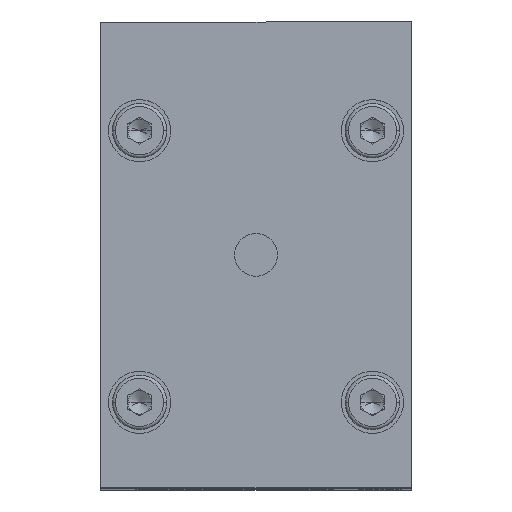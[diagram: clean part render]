
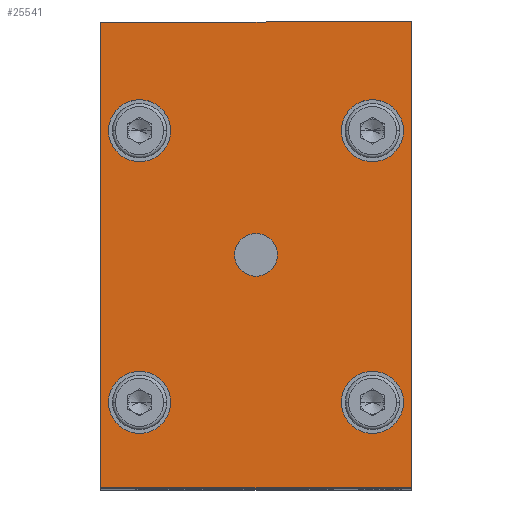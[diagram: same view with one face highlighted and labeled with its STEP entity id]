
A CAD part, top view. The second image highlights one B-rep face of the part: STEP entity #25541.
In plain terms, the highlighted planar face has unit normal (0, 0, 1).
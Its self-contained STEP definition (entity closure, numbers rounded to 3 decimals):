
#576 = DIRECTION ( 'NONE',  ( 0., 0., -1. ) ) ;
#689 = DIRECTION ( 'NONE',  ( 0., 0., 1. ) ) ;
#1141 = DIRECTION ( 'NONE',  ( 0., -1., 0. ) ) ;
#1777 = CARTESIAN_POINT ( 'NONE',  ( 0., -2.75, 142. ) ) ;
#2077 = DIRECTION ( 'NONE',  ( 0., -1., 0. ) ) ;
#2175 = EDGE_CURVE ( 'NONE', #14552, #17405, #20637, .T. ) ;
#2339 = EDGE_CURVE ( 'NONE', #9052, #3773, #11200, .T. ) ;
#2421 = CIRCLE ( 'NONE', #21967, 4. ) ;
#2541 = EDGE_CURVE ( 'NONE', #28836, #22879, #27926, .T. ) ;
#2613 = CARTESIAN_POINT ( 'NONE',  ( 15., 16., 142. ) ) ;
#2616 = CARTESIAN_POINT ( 'NONE',  ( 0., 2.75, 142. ) ) ;
#2914 = CARTESIAN_POINT ( 'NONE',  ( -20., -30., 142. ) ) ;
#3010 = DIRECTION ( 'NONE',  ( 1., 0., 0. ) ) ;
#3024 = AXIS2_PLACEMENT_3D ( 'NONE', #11105, #26701, #13351 ) ;
#3155 = CIRCLE ( 'NONE', #16590, 4. ) ;
#3207 = CARTESIAN_POINT ( 'NONE',  ( -15., -19., 142. ) ) ;
#3773 = VERTEX_POINT ( 'NONE', #17790 ) ;
#4107 = EDGE_CURVE ( 'NONE', #15520, #5874, #11422, .T. ) ;
#4140 = LINE ( 'NONE', #25755, #10000 ) ;
#4559 = CARTESIAN_POINT ( 'NONE',  ( -15., -15., 142. ) ) ;
#4833 = DIRECTION ( 'NONE',  ( 0., -1., 0. ) ) ;
#4941 = PLANE ( 'NONE',  #21753 ) ;
#5204 = FACE_BOUND ( 'NONE', #27057, .T. ) ;
#5409 = DIRECTION ( 'NONE',  ( 0., -1., 0. ) ) ;
#5447 = ORIENTED_EDGE ( 'NONE', *, *, #15290, .F. ) ;
#5874 = VERTEX_POINT ( 'NONE', #6092 ) ;
#6086 = DIRECTION ( 'NONE',  ( 0., 0., 1. ) ) ;
#6092 = CARTESIAN_POINT ( 'NONE',  ( -20., 30., 142. ) ) ;
#6124 = EDGE_CURVE ( 'NONE', #20185, #20187, #28276, .T. ) ;
#6207 = ORIENTED_EDGE ( 'NONE', *, *, #4107, .T. ) ;
#6317 = AXIS2_PLACEMENT_3D ( 'NONE', #23600, #10228, #25840 ) ;
#6737 = ORIENTED_EDGE ( 'NONE', *, *, #21406, .F. ) ;
#6798 = CIRCLE ( 'NONE', #27033, 2.75 ) ;
#6819 = CARTESIAN_POINT ( 'NONE',  ( 15., -19., 142. ) ) ;
#6840 = CARTESIAN_POINT ( 'NONE',  ( 20., -30., 142. ) ) ;
#8090 = CARTESIAN_POINT ( 'NONE',  ( -20., 30., 142. ) ) ;
#8439 = EDGE_CURVE ( 'NONE', #25316, #26520, #19600, .T. ) ;
#8669 = CARTESIAN_POINT ( 'NONE',  ( -15., 16., 142. ) ) ;
#9052 = VERTEX_POINT ( 'NONE', #21300 ) ;
#9060 = DIRECTION ( 'NONE',  ( 0., -1., 0. ) ) ;
#9137 = VERTEX_POINT ( 'NONE', #12698 ) ;
#9473 = VECTOR ( 'NONE', #3010, 1000. ) ;
#9582 = EDGE_LOOP ( 'NONE', ( #27517, #15608 ) ) ;
#9947 = AXIS2_PLACEMENT_3D ( 'NONE', #13983, #689, #16168 ) ;
#10000 = VECTOR ( 'NONE', #14650, 1000. ) ;
#10228 = DIRECTION ( 'NONE',  ( 0., 0., 1. ) ) ;
#10880 = DIRECTION ( 'NONE',  ( 0., -1., 0. ) ) ;
#11052 = CARTESIAN_POINT ( 'NONE',  ( 15., -23., 142. ) ) ;
#11105 = CARTESIAN_POINT ( 'NONE',  ( -15., 16., 142. ) ) ;
#11200 = CIRCLE ( 'NONE', #6317, 4. ) ;
#11422 = LINE ( 'NONE', #8090, #28493 ) ;
#11447 = ORIENTED_EDGE ( 'NONE', *, *, #2339, .F. ) ;
#11634 = CARTESIAN_POINT ( 'NONE',  ( 15., -19., 142. ) ) ;
#11703 = CIRCLE ( 'NONE', #14566, 4. ) ;
#11739 = LINE ( 'NONE', #27756, #17636 ) ;
#12698 = CARTESIAN_POINT ( 'NONE',  ( 15., -15., 142. ) ) ;
#13242 = EDGE_CURVE ( 'NONE', #20187, #20185, #3155, .T. ) ;
#13351 = DIRECTION ( 'NONE',  ( 0., -1., 0. ) ) ;
#13527 = ORIENTED_EDGE ( 'NONE', *, *, #18051, .F. ) ;
#13668 = EDGE_LOOP ( 'NONE', ( #25146, #22305, #6207, #23880 ) ) ;
#13802 = ORIENTED_EDGE ( 'NONE', *, *, #13242, .F. ) ;
#13875 = CARTESIAN_POINT ( 'NONE',  ( 20., -30., 142. ) ) ;
#13906 = DIRECTION ( 'NONE',  ( 0., -1., 0. ) ) ;
#13983 = CARTESIAN_POINT ( 'NONE',  ( -15., -19., 142. ) ) ;
#14232 = EDGE_LOOP ( 'NONE', ( #13802, #14579 ) ) ;
#14552 = VERTEX_POINT ( 'NONE', #2914 ) ;
#14566 = AXIS2_PLACEMENT_3D ( 'NONE', #2613, #18104, #4833 ) ;
#14579 = ORIENTED_EDGE ( 'NONE', *, *, #6124, .F. ) ;
#14650 = DIRECTION ( 'NONE',  ( 0., 1., 0. ) ) ;
#15290 = EDGE_CURVE ( 'NONE', #9137, #21066, #2421, .T. ) ;
#15347 = DIRECTION ( 'NONE',  ( 0., 0., 1. ) ) ;
#15520 = VERTEX_POINT ( 'NONE', #18967 ) ;
#15608 = ORIENTED_EDGE ( 'NONE', *, *, #2541, .F. ) ;
#15662 = CARTESIAN_POINT ( 'NONE',  ( -15., 12., 142. ) ) ;
#16080 = DIRECTION ( 'NONE',  ( 0., 1., 0. ) ) ;
#16168 = DIRECTION ( 'NONE',  ( 0., -1., 0. ) ) ;
#16262 = CARTESIAN_POINT ( 'NONE',  ( -20., -30., 142. ) ) ;
#16292 = FACE_OUTER_BOUND ( 'NONE', #13668, .T. ) ;
#16590 = AXIS2_PLACEMENT_3D ( 'NONE', #3207, #18736, #5409 ) ;
#16987 = FACE_BOUND ( 'NONE', #23025, .T. ) ;
#17081 = AXIS2_PLACEMENT_3D ( 'NONE', #8669, #24232, #10880 ) ;
#17405 = VERTEX_POINT ( 'NONE', #6840 ) ;
#17636 = VECTOR ( 'NONE', #1141, 1000. ) ;
#17790 = CARTESIAN_POINT ( 'NONE',  ( 15., 12., 142. ) ) ;
#17809 = CARTESIAN_POINT ( 'NONE',  ( -15., -23., 142. ) ) ;
#18051 = EDGE_CURVE ( 'NONE', #21066, #9137, #20523, .T. ) ;
#18104 = DIRECTION ( 'NONE',  ( 0., 0., 1. ) ) ;
#18736 = DIRECTION ( 'NONE',  ( 0., 0., 1. ) ) ;
#18967 = CARTESIAN_POINT ( 'NONE',  ( 20., 30., 142. ) ) ;
#19433 = CARTESIAN_POINT ( 'NONE',  ( 0., 0., 142. ) ) ;
#19529 = AXIS2_PLACEMENT_3D ( 'NONE', #19433, #6086, #21684 ) ;
#19600 = CIRCLE ( 'NONE', #19529, 2.75 ) ;
#19753 = EDGE_CURVE ( 'NONE', #26520, #25316, #6798, .T. ) ;
#20185 = VERTEX_POINT ( 'NONE', #4559 ) ;
#20187 = VERTEX_POINT ( 'NONE', #17809 ) ;
#20523 = CIRCLE ( 'NONE', #27639, 4. ) ;
#20637 = LINE ( 'NONE', #16262, #9473 ) ;
#21066 = VERTEX_POINT ( 'NONE', #11052 ) ;
#21300 = CARTESIAN_POINT ( 'NONE',  ( 15., 20., 142. ) ) ;
#21406 = EDGE_CURVE ( 'NONE', #3773, #9052, #11703, .T. ) ;
#21684 = DIRECTION ( 'NONE',  ( 0., -1., 0. ) ) ;
#21753 = AXIS2_PLACEMENT_3D ( 'NONE', #13875, #576, #16080 ) ;
#21891 = ORIENTED_EDGE ( 'NONE', *, *, #19753, .F. ) ;
#21967 = AXIS2_PLACEMENT_3D ( 'NONE', #6819, #22393, #9060 ) ;
#22257 = FACE_BOUND ( 'NONE', #27677, .T. ) ;
#22305 = ORIENTED_EDGE ( 'NONE', *, *, #26213, .T. ) ;
#22393 = DIRECTION ( 'NONE',  ( 0., 0., 1. ) ) ;
#22759 = CARTESIAN_POINT ( 'NONE',  ( -15., 20., 142. ) ) ;
#22879 = VERTEX_POINT ( 'NONE', #15662 ) ;
#22961 = FACE_BOUND ( 'NONE', #9582, .T. ) ;
#23025 = EDGE_LOOP ( 'NONE', ( #6737, #11447 ) ) ;
#23600 = CARTESIAN_POINT ( 'NONE',  ( 15., 16., 142. ) ) ;
#23654 = DIRECTION ( 'NONE',  ( -1., 0., 0. ) ) ;
#23880 = ORIENTED_EDGE ( 'NONE', *, *, #26670, .T. ) ;
#24232 = DIRECTION ( 'NONE',  ( 0., 0., 1. ) ) ;
#25146 = ORIENTED_EDGE ( 'NONE', *, *, #2175, .T. ) ;
#25316 = VERTEX_POINT ( 'NONE', #1777 ) ;
#25541 = ADVANCED_FACE ( 'NONE', ( #22961, #16987, #5204, #28179, #22257, #16292 ), #4941, .F. ) ;
#25755 = CARTESIAN_POINT ( 'NONE',  ( 20., 30., 142. ) ) ;
#25840 = DIRECTION ( 'NONE',  ( 0., -1., 0. ) ) ;
#25942 = CIRCLE ( 'NONE', #17081, 4. ) ;
#26116 = ORIENTED_EDGE ( 'NONE', *, *, #8439, .F. ) ;
#26213 = EDGE_CURVE ( 'NONE', #17405, #15520, #4140, .T. ) ;
#26520 = VERTEX_POINT ( 'NONE', #2616 ) ;
#26670 = EDGE_CURVE ( 'NONE', #5874, #14552, #11739, .T. ) ;
#26701 = DIRECTION ( 'NONE',  ( 0., 0., 1. ) ) ;
#27033 = AXIS2_PLACEMENT_3D ( 'NONE', #28674, #15347, #2077 ) ;
#27057 = EDGE_LOOP ( 'NONE', ( #13527, #5447 ) ) ;
#27248 = DIRECTION ( 'NONE',  ( 0., 0., 1. ) ) ;
#27517 = ORIENTED_EDGE ( 'NONE', *, *, #27705, .F. ) ;
#27639 = AXIS2_PLACEMENT_3D ( 'NONE', #11634, #27248, #13906 ) ;
#27677 = EDGE_LOOP ( 'NONE', ( #26116, #21891 ) ) ;
#27705 = EDGE_CURVE ( 'NONE', #22879, #28836, #25942, .T. ) ;
#27756 = CARTESIAN_POINT ( 'NONE',  ( -20., 30., 142. ) ) ;
#27926 = CIRCLE ( 'NONE', #3024, 4. ) ;
#28179 = FACE_BOUND ( 'NONE', #14232, .T. ) ;
#28276 = CIRCLE ( 'NONE', #9947, 4. ) ;
#28493 = VECTOR ( 'NONE', #23654, 1000. ) ;
#28674 = CARTESIAN_POINT ( 'NONE',  ( 0., 0., 142. ) ) ;
#28836 = VERTEX_POINT ( 'NONE', #22759 ) ;
